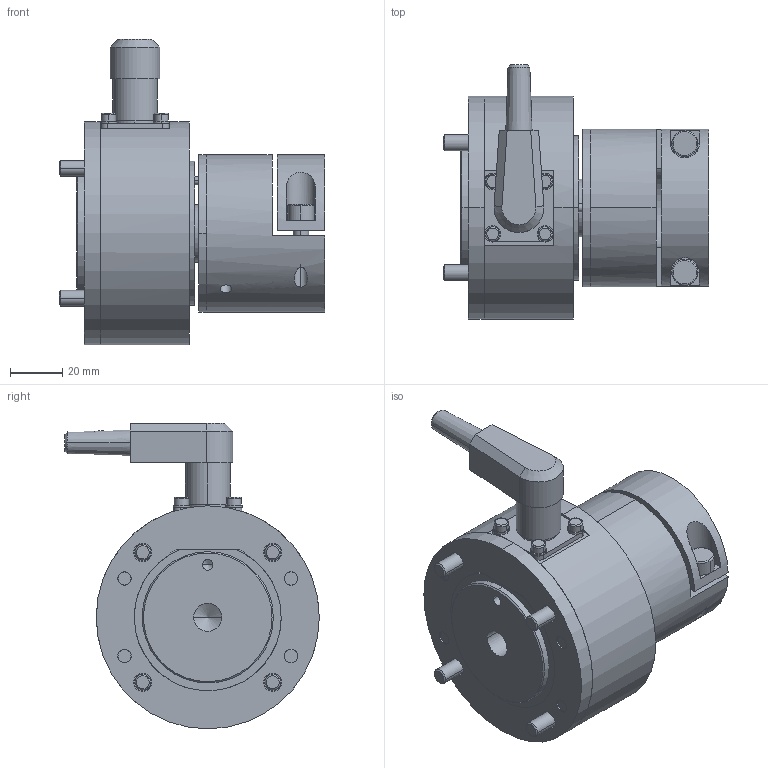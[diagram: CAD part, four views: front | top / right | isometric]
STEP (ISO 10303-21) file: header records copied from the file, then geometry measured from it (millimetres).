
FILE_DESCRIPTION((''),'2;1');
FILE_NAME('31102223_A.stp','2019-12-13T16:43:56',(''),(''),'Mechanical Desktop 2009','Mechanical Desktop 2009',', , ');
FILE_SCHEMA(('CONFIG_CONTROL_DESIGN'));
Length unit declared in the file: millimetre
Products named in the file (41): ZEICHNUNG6; C50417_DM30; C0709081; C0612056; C0709072; I-6KT_SCHRAUBE_M6X30; SCHUTZKAPPE_M6_S5; GERÄTESTECKER_5POL_C091 31S005 100 2; FEDERRING_M3; I-6KT_SCHRAUBE_M3X8; C0709074A; C0709074; PENDELKUGELLAGER_1203TVA; PENDELKUGELLAGER_1203TV; C0612053; C0612053A; KABELDOSE_WINKEL_MINI_5_POLA; KABELDOSE_WINKEL_MINI_5_POL; SENKSCHRAUBE_I-6KT_M3X6A; SENKSCHRAUBE_I-6KT_M3X6; U-SCHEIBE_M8_24A; U-SCHEIBE_M8_24; I-6KT_SCHRAUBE_M8X12NK; I-6KT_SCHRAUBE_M8X12NKA; I-6KT_SCHRAUBE_M6X12; I-6KT_SCHRAUBE_M6X12A; SENKNIETE_D3X10A; SENKNIETE_D3X10; C0904093; ~TEIL1; ABSR20; ABSR201; I-6KT_SCHRAUBE_M6X40; I-6KT_SCHRAUBE_M6X40A; RM_SDB; U-SCHEIBE_13_45X4; U-SCHEIBE_13_45X4A; I-6KT_SCHRAUBE_M12X25A; I-6KT_SCHRAUBE_M12X25; SPANNSTIFT_4X10 ...
Assembly tree (55 placements, depth 5):
  ZEICHNUNG6
    C50417_DM30
      C0709081
        C0612056
        C0709072
        I-6KT_SCHRAUBE_M6X30  x4
        SCHUTZKAPPE_M6_S5  x4
        GERÄTESTECKER_5POL_C091 31S005 100 2
        FEDERRING_M3  x4
        I-6KT_SCHRAUBE_M3X8  x4
      C0709074A
        C0709074
      PENDELKUGELLAGER_1203TVA
        PENDELKUGELLAGER_1203TV
      C0612053
        C0612053A
      KABELDOSE_WINKEL_MINI_5_POLA
        KABELDOSE_WINKEL_MINI_5_POL
      SENKSCHRAUBE_I-6KT_M3X6A  x4
        SENKSCHRAUBE_I-6KT_M3X6
      U-SCHEIBE_M8_24A
        U-SCHEIBE_M8_24
      I-6KT_SCHRAUBE_M8X12NK
        I-6KT_SCHRAUBE_M8X12NKA
      I-6KT_SCHRAUBE_M6X12  x2
        I-6KT_SCHRAUBE_M6X12A
      SENKNIETE_D3X10A
        SENKNIETE_D3X10
      C0904093
        ~TEIL1
          ABSR20
          ABSR201
      I-6KT_SCHRAUBE_M6X40  x4
        I-6KT_SCHRAUBE_M6X40A
    RM_SDB  x3
  U-SCHEIBE_13_45X4
  U-SCHEIBE_13_45X4A
  I-6KT_SCHRAUBE_M12X25A
  I-6KT_SCHRAUBE_M12X25
Bounding box: 101 x 97 x 116.5 mm (x, y, z)
Volume: 295547.5 mm3; surface area: 110649.7 mm2
Topology: 38 solids, 38 shells, 758 faces, 1734 edges, 1109 vertices
Faces by surface type: cylinder 331, plane 274, cone 111, torus 38, sphere 4
Entity records: 16602 total; most frequent: DIRECTION 3005, CARTESIAN_POINT 2956, ORIENTED_EDGE 2364, AXIS2_PLACEMENT_3D 1237, EDGE_CURVE 1182, VERTEX_POINT 773, EDGE_LOOP 661, CIRCLE 636
